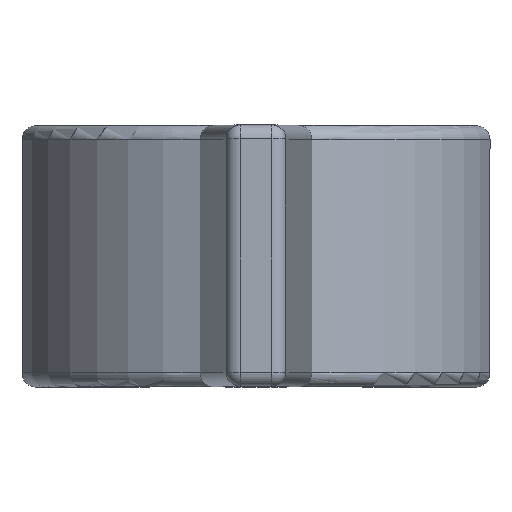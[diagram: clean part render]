
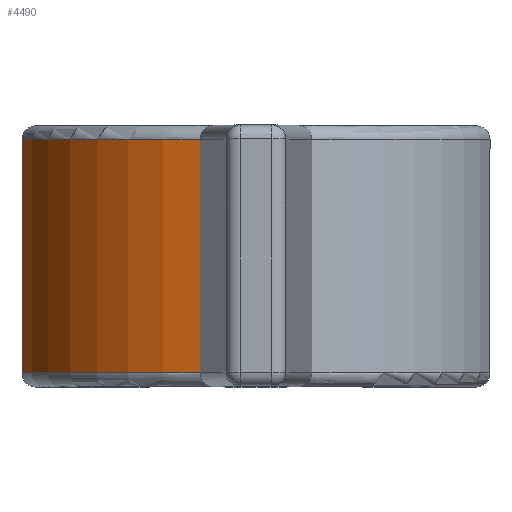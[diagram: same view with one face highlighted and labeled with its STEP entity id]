
A CAD part, top view. The second image highlights one B-rep face of the part: STEP entity #4490.
In plain terms, the highlighted cylindrical face has radius 8.43 mm (diameter 16.86 mm), a partial arc.
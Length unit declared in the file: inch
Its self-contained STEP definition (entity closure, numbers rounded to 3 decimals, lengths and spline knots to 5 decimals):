
#298=FACE_OUTER_BOUND('',#577,.T.);
#577=EDGE_LOOP('',(#3155,#3156,#3157,#3158));
#876=LINE('',#6752,#1381);
#877=LINE('',#6754,#1382);
#1381=VECTOR('',#5339,0.3937);
#1382=VECTOR('',#5342,0.3937);
#1872=CIRCLE('',#4785,0.33189);
#1892=CIRCLE('',#4820,0.33189);
#2000=VERTEX_POINT('',#6602);
#2003=VERTEX_POINT('',#6607);
#2022=VERTEX_POINT('',#6708);
#2027=VERTEX_POINT('',#6737);
#2413=EDGE_CURVE('',#2003,#2000,#1872,.T.);
#2452=EDGE_CURVE('',#2027,#2022,#1892,.T.);
#2459=EDGE_CURVE('',#2003,#2022,#876,.T.);
#2460=EDGE_CURVE('',#2000,#2027,#877,.T.);
#3155=ORIENTED_EDGE('',*,*,#2413,.F.);
#3156=ORIENTED_EDGE('',*,*,#2459,.T.);
#3157=ORIENTED_EDGE('',*,*,#2452,.F.);
#3158=ORIENTED_EDGE('',*,*,#2460,.F.);
#4411=CYLINDRICAL_SURFACE('',#4825,0.33189);
#4490=ADVANCED_FACE('',(#298),#4411,.T.);
#4785=AXIS2_PLACEMENT_3D('',#6622,#5239,#5240);
#4820=AXIS2_PLACEMENT_3D('',#6739,#5325,#5326);
#4825=AXIS2_PLACEMENT_3D('',#6753,#5340,#5341);
#5239=DIRECTION('center_axis',(0.,-1.,0.));
#5240=DIRECTION('ref_axis',(-0.729,0.,0.685));
#5325=DIRECTION('center_axis',(0.,1.,0.));
#5326=DIRECTION('ref_axis',(-0.729,0.,0.685));
#5339=DIRECTION('',(0.,1.,0.));
#5340=DIRECTION('center_axis',(0.,1.,0.));
#5341=DIRECTION('ref_axis',(-0.985,0.,0.174));
#5342=DIRECTION('',(0.,1.,0.));
#6602=CARTESIAN_POINT('',(-0.32685,-0.1628,0.52614));
#6607=CARTESIAN_POINT('',(-0.078,-0.1628,0.7911));
#6622=CARTESIAN_POINT('Origin',(0.,-0.1628,
0.4685));
#6708=CARTESIAN_POINT('',(-0.078,0.1628,0.7911));
#6737=CARTESIAN_POINT('',(-0.32685,0.1628,0.52614));
#6739=CARTESIAN_POINT('Origin',(0.,0.1628,
0.4685));
#6752=CARTESIAN_POINT('',(-0.078,-0.18248,0.7911));
#6753=CARTESIAN_POINT('Origin',(0.,-0.18248,
0.4685));
#6754=CARTESIAN_POINT('',(-0.32685,-0.18248,0.52614));
